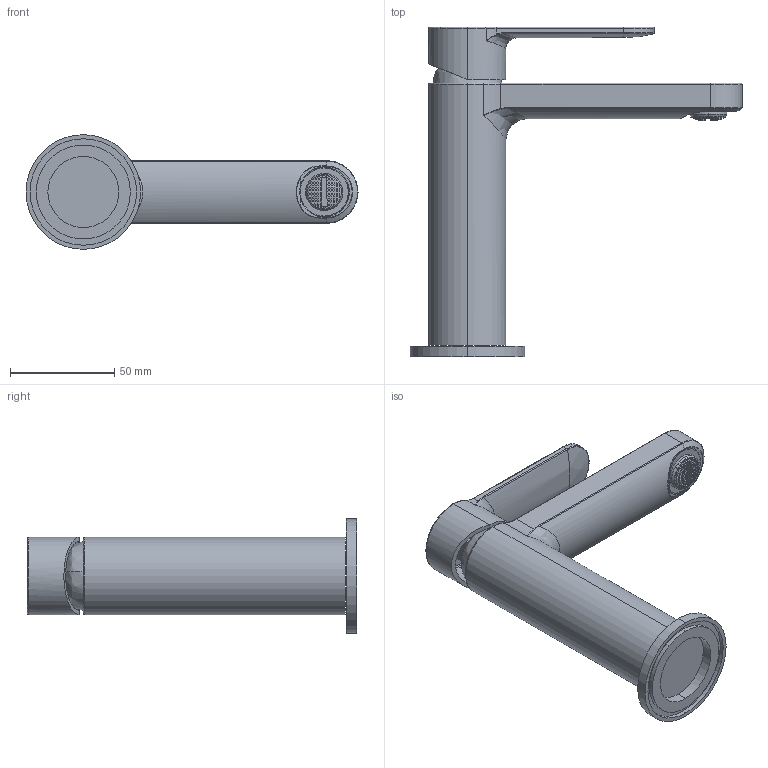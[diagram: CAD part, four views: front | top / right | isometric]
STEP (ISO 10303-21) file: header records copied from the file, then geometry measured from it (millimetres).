
FILE_DESCRIPTION (( 'STEP AP214' ), '1' );
FILE_NAME ('27032.STEP', '2023-10-13T15:16:53', ( '' ), ( '' ), 'SwSTEP 2.0', 'SolidWorks 2018', '' );
FILE_SCHEMA (( 'AUTOMOTIVE_DESIGN' ));
Length unit declared in the file: millimetre
Products named in the file (1): 27032
Bounding box: 158.95 x 157.63 x 54.9 mm (x, y, z)
Surface area: 44827.1 mm2 (no closed solid volume)
Topology: 0 solids, 5 shells, 436 faces, 1343 edges, 904 vertices
Faces by surface type: plane 351, cylinder 40, bspline 21, torus 20, sphere 2, cone 2
Entity records: 20643 total; most frequent: CARTESIAN_POINT 5015, ORIENTED_EDGE 2190, DIRECTION 1867, EDGE_CURVE 1339, VERTEX_POINT 904, LINE 775, VECTOR 775, AXIS2_PLACEMENT_3D 546
